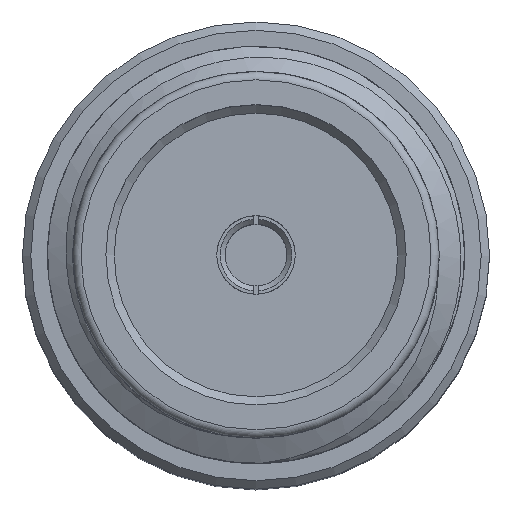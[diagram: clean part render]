
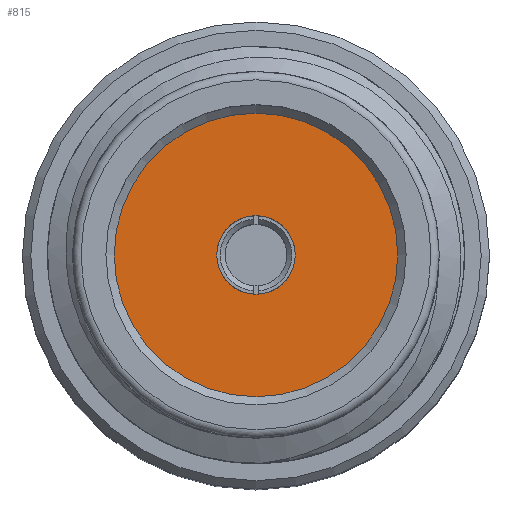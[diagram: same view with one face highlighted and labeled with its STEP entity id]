
A CAD part, top view. The second image highlights one B-rep face of the part: STEP entity #815.
In plain terms, the highlighted planar face has unit normal (0, 0, 1).
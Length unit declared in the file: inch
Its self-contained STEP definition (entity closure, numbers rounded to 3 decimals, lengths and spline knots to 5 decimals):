
#60 = DIRECTION ( 'NONE',  ( 0., 0., 1. ) ) ;
#254 = FACE_BOUND ( 'NONE', #2158, .T. ) ;
#280 = CARTESIAN_POINT ( 'NONE',  ( 0., 0., -0.075 ) ) ;
#465 = DIRECTION ( 'NONE',  ( 1., 0., 0. ) ) ;
#518 = ORIENTED_EDGE ( 'NONE', *, *, #1225, .F. ) ;
#519 = AXIS2_PLACEMENT_3D ( 'NONE', #1504, #60, #465 ) ;
#653 = VERTEX_POINT ( 'NONE', #2027 ) ;
#677 = DIRECTION ( 'NONE',  ( 0., 0., 1. ) ) ;
#768 = EDGE_CURVE ( 'NONE', #653, #653, #1242, .T. ) ;
#801 = ORIENTED_EDGE ( 'NONE', *, *, #768, .T. ) ;
#809 = DIRECTION ( 'NONE',  ( 1., 0., 0. ) ) ;
#815 = ADVANCED_FACE ( 'NONE', ( #254, #2089 ), #1106, .T. ) ;
#1069 = CARTESIAN_POINT ( 'NONE',  ( 0.0235, 0., -0.075 ) ) ;
#1106 = PLANE ( 'NONE',  #2121 ) ;
#1225 = EDGE_CURVE ( 'NONE', #2066, #2066, #2289, .T. ) ;
#1242 = CIRCLE ( 'NONE', #519, 0.085 ) ;
#1439 = DIRECTION ( 'NONE',  ( 0., 0., 1. ) ) ;
#1490 = DIRECTION ( 'NONE',  ( 1., 0., 0. ) ) ;
#1504 = CARTESIAN_POINT ( 'NONE',  ( 0., 0., -0.075 ) ) ;
#1872 = AXIS2_PLACEMENT_3D ( 'NONE', #1995, #1439, #809 ) ;
#1995 = CARTESIAN_POINT ( 'NONE',  ( 0., 0., -0.075 ) ) ;
#2027 = CARTESIAN_POINT ( 'NONE',  ( 0.085, 0., -0.075 ) ) ;
#2039 = EDGE_LOOP ( 'NONE', ( #801 ) ) ;
#2066 = VERTEX_POINT ( 'NONE', #1069 ) ;
#2089 = FACE_OUTER_BOUND ( 'NONE', #2039, .T. ) ;
#2121 = AXIS2_PLACEMENT_3D ( 'NONE', #280, #677, #1490 ) ;
#2158 = EDGE_LOOP ( 'NONE', ( #518 ) ) ;
#2289 = CIRCLE ( 'NONE', #1872, 0.0235 ) ;
